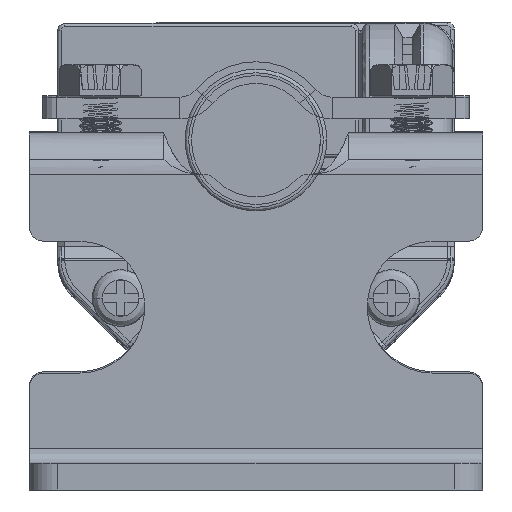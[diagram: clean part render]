
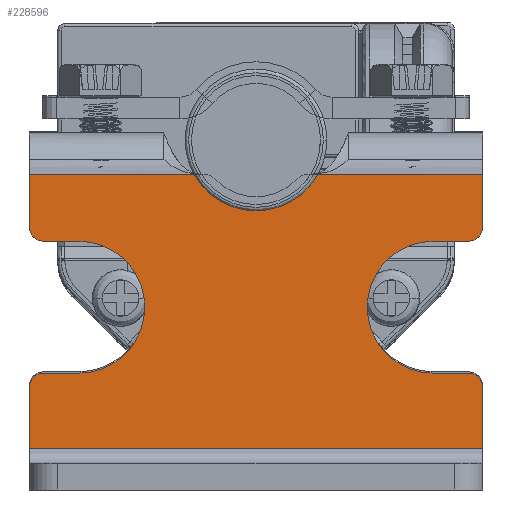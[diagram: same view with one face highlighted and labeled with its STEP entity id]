
A CAD part, front view. The second image highlights one B-rep face of the part: STEP entity #228596.
In plain terms, the highlighted planar face has unit normal (0, -1, 0).
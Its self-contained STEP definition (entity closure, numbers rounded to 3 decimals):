
#218054=CARTESIAN_POINT('',(-3.666,-1.9,21.3));
#218055=DIRECTION('',(0.,-1.,0.));
#218056=DIRECTION('',(0.733,0.,0.68));
#218057=AXIS2_PLACEMENT_3D('',#218054,#218055,#218056);
#218059=CARTESIAN_POINT('',(0.,-1.9,24.7));
#218060=DIRECTION('',(0.,1.,0.));
#218061=DIRECTION('',(0.733,0.,-0.68));
#218062=AXIS2_PLACEMENT_3D('',#218059,#218060,#218061);
#218064=CARTESIAN_POINT('',(3.666,-1.9,21.3));
#218065=DIRECTION('',(0.,-1.,0.));
#218066=DIRECTION('',(0.,0.,1.));
#218067=AXIS2_PLACEMENT_3D('',#218064,#218065,#218066);
#218069=DIRECTION('',(-1.,0.,0.));
#218070=VECTOR('',#218069,0.313);
#218071=CARTESIAN_POINT('',(3.979,-1.9,22.3));
#218072=LINE('',#218071,#218070);
#218073=CARTESIAN_POINT('',(15.,-1.9,18.55));
#218074=DIRECTION('',(0.,-1.,0.));
#218075=DIRECTION('',(0.,0.,-1.));
#218076=AXIS2_PLACEMENT_3D('',#218073,#218074,#218075);
#218078=DIRECTION('',(-1.,0.,0.));
#218079=VECTOR('',#218078,2.5);
#218080=CARTESIAN_POINT('',(15.,-1.9,17.55));
#218081=LINE('',#218080,#218079);
#218082=CARTESIAN_POINT('',(12.5,-1.9,12.9));
#218083=DIRECTION('',(0.,-1.,0.));
#218084=DIRECTION('',(0.,0.,1.));
#218085=AXIS2_PLACEMENT_3D('',#218082,#218083,#218084);
#218087=DIRECTION('',(-1.,0.,0.));
#218088=VECTOR('',#218087,2.5);
#218089=CARTESIAN_POINT('',(15.,-1.9,8.25));
#218090=LINE('',#218089,#218088);
#218091=CARTESIAN_POINT('',(15.,-1.9,7.25));
#218092=DIRECTION('',(0.,-1.,0.));
#218093=DIRECTION('',(1.,0.,0.));
#218094=AXIS2_PLACEMENT_3D('',#218091,#218092,#218093);
#218096=DIRECTION('',(1.,0.,0.));
#218097=VECTOR('',#218096,32.);
#218098=CARTESIAN_POINT('',(-16.,-1.9,2.9));
#218099=LINE('',#218098,#218097);
#218100=CARTESIAN_POINT('',(-15.,-1.9,7.25));
#218101=DIRECTION('',(0.,-1.,0.));
#218102=DIRECTION('',(0.,0.,1.));
#218103=AXIS2_PLACEMENT_3D('',#218100,#218101,#218102);
#218105=DIRECTION('',(1.,0.,0.));
#218106=VECTOR('',#218105,2.5);
#218107=CARTESIAN_POINT('',(-15.,-1.9,8.25));
#218108=LINE('',#218107,#218106);
#218109=CARTESIAN_POINT('',(-12.5,-1.9,12.9));
#218110=DIRECTION('',(0.,-1.,0.));
#218111=DIRECTION('',(0.,0.,-1.));
#218112=AXIS2_PLACEMENT_3D('',#218109,#218110,#218111);
#218114=DIRECTION('',(1.,0.,0.));
#218115=VECTOR('',#218114,2.5);
#218116=CARTESIAN_POINT('',(-15.,-1.9,17.55));
#218117=LINE('',#218116,#218115);
#218118=CARTESIAN_POINT('',(-15.,-1.9,18.55));
#218119=DIRECTION('',(0.,-1.,0.));
#218120=DIRECTION('',(-1.,0.,0.));
#218121=AXIS2_PLACEMENT_3D('',#218118,#218119,#218120);
#218123=DIRECTION('',(-1.,0.,0.));
#218124=VECTOR('',#218123,0.313);
#218125=CARTESIAN_POINT('',(-3.666,-1.9,22.3));
#218126=LINE('',#218125,#218124);
#218382=CARTESIAN_POINT('',(-3.979,-1.9,22.3));
#218384=DIRECTION('',(1.,0.,0.));
#218385=VECTOR('',#218384,12.021);
#218386=CARTESIAN_POINT('',(-16.,-1.9,22.3));
#218387=LINE('',#218386,#218385);
#218884=CARTESIAN_POINT('',(3.979,-1.9,22.3));
#218908=DIRECTION('',(1.,0.,0.));
#218909=VECTOR('',#218908,12.021);
#218910=CARTESIAN_POINT('',(3.979,-1.9,22.3));
#218911=LINE('',#218910,#218909);
#218932=DIRECTION('',(0.,0.,1.));
#218933=VECTOR('',#218932,3.75);
#218934=CARTESIAN_POINT('',(16.,-1.9,18.55));
#218935=LINE('',#218934,#218933);
#218968=DIRECTION('',(0.,0.,1.));
#218969=VECTOR('',#218968,4.35);
#218970=CARTESIAN_POINT('',(16.,-1.9,2.9));
#218971=LINE('',#218970,#218969);
#225009=DIRECTION('',(0.,0.,1.));
#225010=VECTOR('',#225009,3.75);
#225011=CARTESIAN_POINT('',(-16.,-1.9,18.55));
#225012=LINE('',#225011,#225010);
#225033=DIRECTION('',(0.,0.,1.));
#225034=VECTOR('',#225033,4.35);
#225035=CARTESIAN_POINT('',(-16.,-1.9,2.9));
#225036=LINE('',#225035,#225034);
#227582=CARTESIAN_POINT('',(12.5,-1.9,17.55));
#227583=CARTESIAN_POINT('',(12.5,-1.9,8.25));
#227584=VERTEX_POINT('',#227582);
#227585=VERTEX_POINT('',#227583);
#227586=CARTESIAN_POINT('',(-12.5,-1.9,8.25));
#227587=CARTESIAN_POINT('',(-12.5,-1.9,17.55));
#227588=VERTEX_POINT('',#227586);
#227589=VERTEX_POINT('',#227587);
#227614=CARTESIAN_POINT('',(16.,-1.9,7.25));
#227615=VERTEX_POINT('',#227614);
#227616=CARTESIAN_POINT('',(15.,-1.9,8.25));
#227617=VERTEX_POINT('',#227616);
#227622=CARTESIAN_POINT('',(15.,-1.9,17.55));
#227623=VERTEX_POINT('',#227622);
#227624=CARTESIAN_POINT('',(16.,-1.9,18.55));
#227625=VERTEX_POINT('',#227624);
#227630=CARTESIAN_POINT('',(-16.,-1.9,18.55));
#227631=VERTEX_POINT('',#227630);
#227632=CARTESIAN_POINT('',(-15.,-1.9,17.55));
#227633=VERTEX_POINT('',#227632);
#227638=CARTESIAN_POINT('',(-15.,-1.9,8.25));
#227639=VERTEX_POINT('',#227638);
#227640=CARTESIAN_POINT('',(-16.,-1.9,7.25));
#227641=VERTEX_POINT('',#227640);
#227650=CARTESIAN_POINT('',(-16.,-1.9,2.9));
#227651=VERTEX_POINT('',#227650);
#227652=CARTESIAN_POINT('',(-16.,-1.9,22.3));
#227653=VERTEX_POINT('',#227652);
#227654=CARTESIAN_POINT('',(16.,-1.9,2.9));
#227655=VERTEX_POINT('',#227654);
#227656=CARTESIAN_POINT('',(16.,-1.9,22.3));
#227657=VERTEX_POINT('',#227656);
#227748=VERTEX_POINT('',#218382);
#227749=VERTEX_POINT('',#218884);
#227758=CARTESIAN_POINT('',(-2.933,-1.9,21.98));
#227759=VERTEX_POINT('',#227758);
#227760=CARTESIAN_POINT('',(-3.666,-1.9,22.3));
#227761=VERTEX_POINT('',#227760);
#227766=CARTESIAN_POINT('',(3.666,-1.9,22.3));
#227767=VERTEX_POINT('',#227766);
#227768=CARTESIAN_POINT('',(2.933,-1.9,21.98));
#227769=VERTEX_POINT('',#227768);
#228546=CARTESIAN_POINT('',(-16.,-1.9,2.9));
#228547=DIRECTION('',(0.,1.,0.));
#228548=DIRECTION('',(0.,0.,1.));
#228549=AXIS2_PLACEMENT_3D('',#228546,#228547,#228548);
#228550=PLANE('',#228549);
#228552=ORIENTED_EDGE('',*,*,#228551,.F.);
#228554=ORIENTED_EDGE('',*,*,#228553,.F.);
#228556=ORIENTED_EDGE('',*,*,#228555,.F.);
#228558=ORIENTED_EDGE('',*,*,#228557,.F.);
#228560=ORIENTED_EDGE('',*,*,#228559,.T.);
#228562=ORIENTED_EDGE('',*,*,#228561,.F.);
#228564=ORIENTED_EDGE('',*,*,#228563,.F.);
#228566=ORIENTED_EDGE('',*,*,#228565,.T.);
#228568=ORIENTED_EDGE('',*,*,#228567,.T.);
#228570=ORIENTED_EDGE('',*,*,#228569,.F.);
#228572=ORIENTED_EDGE('',*,*,#228571,.F.);
#228574=ORIENTED_EDGE('',*,*,#228573,.F.);
#228575=ORIENTED_EDGE('',*,*,#228539,.F.);
#228577=ORIENTED_EDGE('',*,*,#228576,.T.);
#228579=ORIENTED_EDGE('',*,*,#228578,.F.);
#228581=ORIENTED_EDGE('',*,*,#228580,.T.);
#228583=ORIENTED_EDGE('',*,*,#228582,.T.);
#228585=ORIENTED_EDGE('',*,*,#228584,.F.);
#228587=ORIENTED_EDGE('',*,*,#228586,.F.);
#228589=ORIENTED_EDGE('',*,*,#228588,.T.);
#228591=ORIENTED_EDGE('',*,*,#228590,.T.);
#228593=ORIENTED_EDGE('',*,*,#228592,.F.);
#228594=EDGE_LOOP('',(#228552,#228554,#228556,#228558,#228560,#228562,#228564,
#228566,#228568,#228570,#228572,#228574,#228575,#228577,#228579,#228581,#228583,
#228585,#228587,#228589,#228591,#228593));
#228595=FACE_OUTER_BOUND('',#228594,.F.);
#228596=ADVANCED_FACE('',(#228595),#228550,.F.);
#218058=CIRCLE('',#218057,1.);
#218063=CIRCLE('',#218062,4.);
#218068=CIRCLE('',#218067,1.);
#218077=CIRCLE('',#218076,1.);
#218086=CIRCLE('',#218085,4.65);
#218095=CIRCLE('',#218094,1.);
#218104=CIRCLE('',#218103,1.);
#218113=CIRCLE('',#218112,4.65);
#218122=CIRCLE('',#218121,1.);
#228539=EDGE_CURVE('',#227651,#227655,#218099,.T.);
#228551=EDGE_CURVE('',#227759,#227761,#218058,.T.);
#228553=EDGE_CURVE('',#227769,#227759,#218063,.T.);
#228555=EDGE_CURVE('',#227767,#227769,#218068,.T.);
#228557=EDGE_CURVE('',#227749,#227767,#218072,.T.);
#228559=EDGE_CURVE('',#227749,#227657,#218911,.T.);
#228561=EDGE_CURVE('',#227625,#227657,#218935,.T.);
#228563=EDGE_CURVE('',#227623,#227625,#218077,.T.);
#228565=EDGE_CURVE('',#227623,#227584,#218081,.T.);
#228567=EDGE_CURVE('',#227584,#227585,#218086,.T.);
#228569=EDGE_CURVE('',#227617,#227585,#218090,.T.);
#228571=EDGE_CURVE('',#227615,#227617,#218095,.T.);
#228573=EDGE_CURVE('',#227655,#227615,#218971,.T.);
#228576=EDGE_CURVE('',#227651,#227641,#225036,.T.);
#228578=EDGE_CURVE('',#227639,#227641,#218104,.T.);
#228580=EDGE_CURVE('',#227639,#227588,#218108,.T.);
#228582=EDGE_CURVE('',#227588,#227589,#218113,.T.);
#228584=EDGE_CURVE('',#227633,#227589,#218117,.T.);
#228586=EDGE_CURVE('',#227631,#227633,#218122,.T.);
#228588=EDGE_CURVE('',#227631,#227653,#225012,.T.);
#228590=EDGE_CURVE('',#227653,#227748,#218387,.T.);
#228592=EDGE_CURVE('',#227761,#227748,#218126,.T.);
